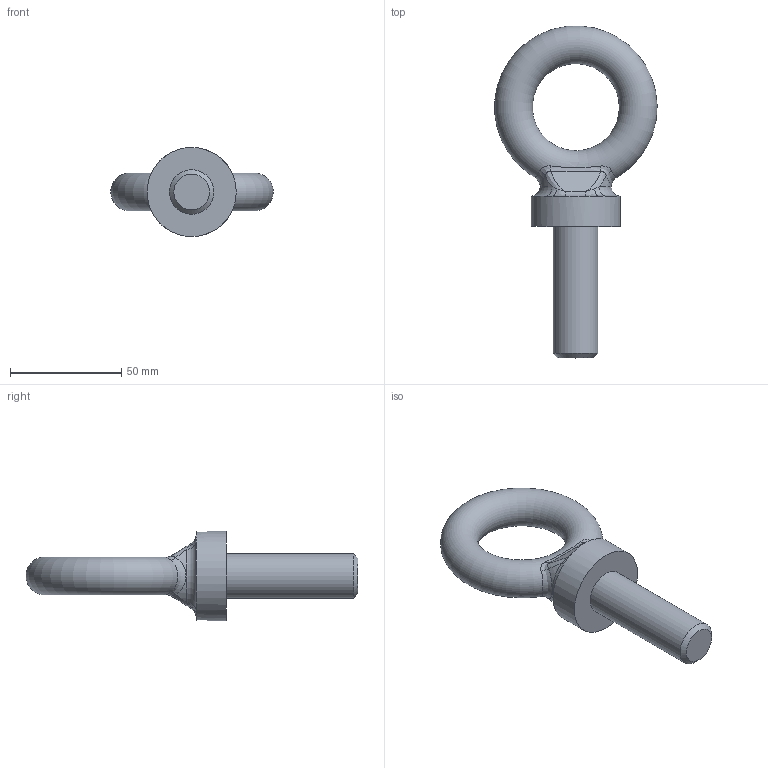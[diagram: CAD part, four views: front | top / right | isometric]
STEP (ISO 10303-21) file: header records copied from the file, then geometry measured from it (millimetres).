
FILE_DESCRIPTION(/* description */ (''),/* implementation_level */ '2;1');
FILE_NAME(/* name */ 'RGS_20.stp',/* time_stamp */ '2019-04-04T14:24:04+02:00',/* author */ (''),/* organization */ (''),/* preprocessor_version */ 'ST-DEVELOPER v16',/* originating_system */ 'SIEMENS PLM Software NX 11.0',/* authorisation */ '');
FILE_SCHEMA (('AUTOMOTIVE_DESIGN { 1 0 10303 214 3 1 1 1 }'));
Length unit declared in the file: millimetre
Products named in the file (1): mum3FC84106fevh
Bounding box: 72.84 x 148.93 x 40 mm (x, y, z)
Volume: 81045 mm3; surface area: 16634 mm2
Topology: 1 solids, 1 shells, 36 faces, 80 edges, 46 vertices
Faces by surface type: bspline 20, plane 6, cylinder 6, torus 3, cone 1
Full cylindrical faces by diameter (mm): 20 x1, 40 x1
Entity records: 1378 total; most frequent: CARTESIAN_POINT 649, ORIENTED_EDGE 148, DIRECTION 122, EDGE_CURVE 74, AXIS2_PLACEMENT_3D 59, VERTEX_POINT 44, EDGE_LOOP 40, ADVANCED_FACE 36
